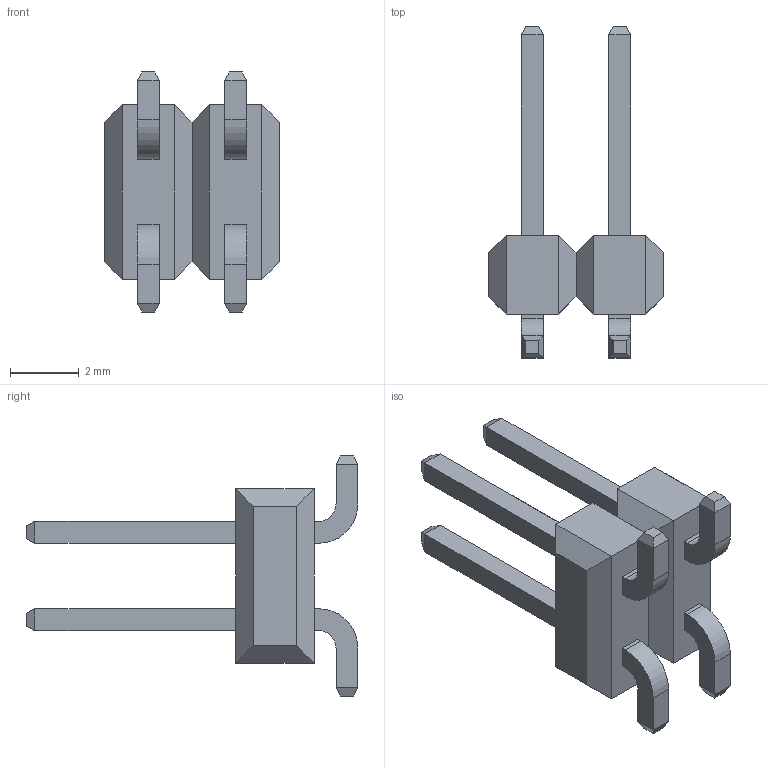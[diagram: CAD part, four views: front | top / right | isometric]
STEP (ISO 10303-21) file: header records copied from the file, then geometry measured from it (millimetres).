
FILE_DESCRIPTION((''),'2;1');
FILE_NAME('015910040','2016-12-20T',('ghp'),(''),'PRO/ENGINEER BY PARAMETRIC TECHNOLOGY CORPORATION, 2012310','PRO/ENGINEER BY PARAMETRIC TECHNOLOGY CORPORATION, 2012310','');
FILE_SCHEMA(('CONFIG_CONTROL_DESIGN'));
Length unit declared in the file: inch
Products named in the file (1): 015910040
Bounding box: 5.08 x 9.65 x 6.99 mm (x, y, z)
Volume: 66.2 mm3; surface area: 179.7 mm2
Topology: 1 solids, 1 shells, 114 faces, 276 edges, 172 vertices
Faces by surface type: plane 106, cylinder 8
Entity records: 3233 total; most frequent: CARTESIAN_POINT 547, DIRECTION 522, ORIENTED_EDGE 520, VECTOR 260, LINE 260, EDGE_CURVE 260, VERTEX_POINT 156, AXIS2_PLACEMENT_3D 131
